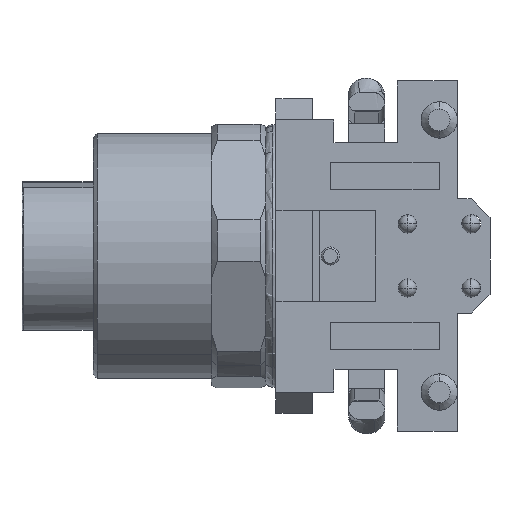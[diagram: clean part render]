
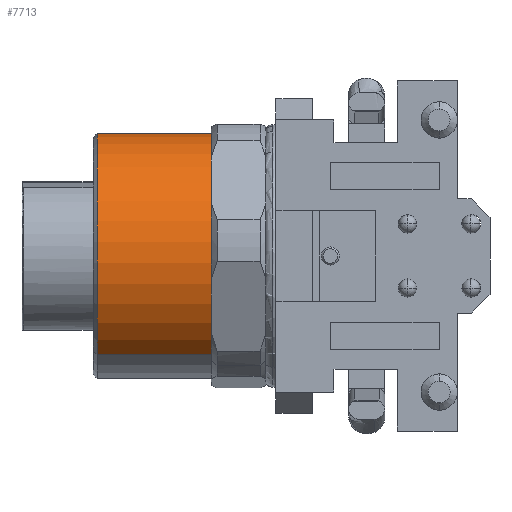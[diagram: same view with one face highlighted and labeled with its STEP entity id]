
A CAD part, front view. The second image highlights one B-rep face of the part: STEP entity #7713.
In plain terms, the highlighted cylindrical face has radius 6.75 mm (diameter 13.5 mm), a partial arc.
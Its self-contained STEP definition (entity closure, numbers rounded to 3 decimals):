
#6641=AXIS2_PLACEMENT_3D('Circle Axis2P3D',#6639,#6640,$) ;
#7612=AXIS2_PLACEMENT_3D('Circle Axis2P3D',#7610,#7611,$) ;
#7695=AXIS2_PLACEMENT_3D('Cylinder Axis2P3D',#7692,#7693,#7694) ;
#6620=CARTESIAN_POINT('Vertex',(-10.529,10.802,5.431)) ;
#6636=CARTESIAN_POINT('Vertex',(-10.529,2.734,-5.392)) ;
#6639=CARTESIAN_POINT('Axis2P3D Location',(-10.529,6.768,0.019)) ;
#7605=CARTESIAN_POINT('Vertex',(-4.229,2.734,-5.392)) ;
#7607=CARTESIAN_POINT('Vertex',(-4.229,10.802,5.431)) ;
#7610=CARTESIAN_POINT('Axis2P3D Location',(-4.229,6.768,0.019)) ;
#7692=CARTESIAN_POINT('Axis2P3D Location',(5.477,6.768,0.019)) ;
#7697=CARTESIAN_POINT('Line Origine',(5.477,2.734,-5.392)) ;
#7702=CARTESIAN_POINT('Line Origine',(5.477,10.802,5.431)) ;
#6640=DIRECTION('Axis2P3D Direction',(1.,0.,0.)) ;
#7611=DIRECTION('Axis2P3D Direction',(1.,0.,-0.)) ;
#7693=DIRECTION('Axis2P3D Direction',(1.,0.,-0.)) ;
#7694=DIRECTION('Axis2P3D XDirection',(0.,0.598,0.802)) ;
#7698=DIRECTION('Vector Direction',(1.,0.,0.)) ;
#7703=DIRECTION('Vector Direction',(1.,0.,0.)) ;
#7699=VECTOR('Line Direction',#7698,1.) ;
#7704=VECTOR('Line Direction',#7703,1.) ;
#7708=ORIENTED_EDGE('',*,*,#7701,.T.) ;
#7709=ORIENTED_EDGE('',*,*,#7614,.F.) ;
#7710=ORIENTED_EDGE('',*,*,#7706,.T.) ;
#7711=ORIENTED_EDGE('',*,*,#6643,.F.) ;
#7713=ADVANCED_FACE('____D___5_______________',(#7712),#7696,.T.) ;
#6642=CIRCLE('generated circle',#6641,6.75) ;
#7613=CIRCLE('generated circle',#7612,6.75) ;
#7696=CYLINDRICAL_SURFACE('generated cylinder',#7695,6.75) ;
#6643=EDGE_CURVE('',#6637,#6621,#6642,.F.) ;
#7614=EDGE_CURVE('',#7608,#7606,#7613,.T.) ;
#7701=EDGE_CURVE('',#6637,#7606,#7700,.T.) ;
#7706=EDGE_CURVE('',#7608,#6621,#7705,.F.) ;
#7707=EDGE_LOOP('',(#7708,#7709,#7710,#7711)) ;
#7712=FACE_OUTER_BOUND('',#7707,.T.) ;
#7700=LINE('Line',#7697,#7699) ;
#7705=LINE('Line',#7702,#7704) ;
#6621=VERTEX_POINT('',#6620) ;
#6637=VERTEX_POINT('',#6636) ;
#7606=VERTEX_POINT('',#7605) ;
#7608=VERTEX_POINT('',#7607) ;
